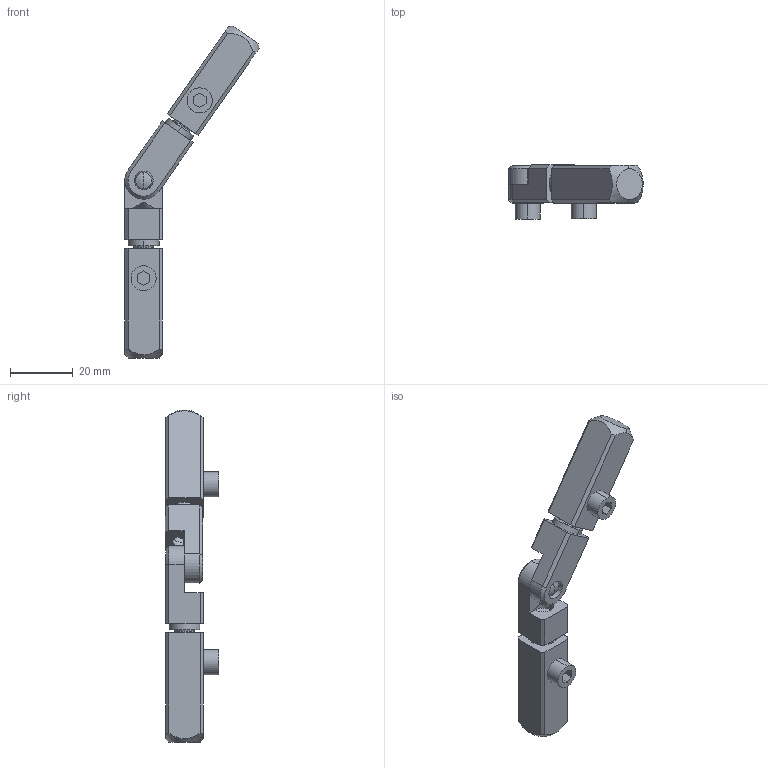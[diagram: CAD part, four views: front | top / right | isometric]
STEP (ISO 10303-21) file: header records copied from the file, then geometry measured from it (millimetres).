
FILE_DESCRIPTION(('Creo Elements/Direct Modeling STEP Export'),'2;1');
FILE_NAME('33.0044.6_Gehrungsverbinder-MMS-33_70°-180°.stp','2022-03-18T13:57:09',(''),(''),'PTC Creo Elements/Direct Modeling STEP processor for AP214 (Solid Model)','PTC Creo Elements/Direct Modeling 19.0C 15-Aug-2015 (C) Parametric Technology GmbH','');
FILE_SCHEMA(('AUTOMOTIVE_DESIGN { 1 0 10303 214 1 1 1 1 }'));
Length unit declared in the file: millimetre
Products named in the file (6): Zylinderstift-DIN6325_6m6x10-St_204560_PX175944; Hammer-MMS-33_Eckverbinder-Hammer_96.3009_PX175942.1; Gegenstück_Gehrungsverbinder-MMS-33_96.3037_PX175940; Spannschraube-MMS-33_M8x12-45H-verz_96.3003_PX175910.02; Verbinderklotz-MMS-33_96.3001_PX175916.02; Gehrungsverbinder-MMS-33_70°-180°_33.0044.6_PX175946
Assembly tree (9 placements, depth 2):
  Gehrungsverbinder-MMS-33_70°-180°_33.0044.6_PX175946
    Verbinderklotz-MMS-33_96.3001_PX175916.02  x2
    Spannschraube-MMS-33_M8x12-45H-verz_96.3003_PX175910.02  x2
    Gegenstück_Gehrungsverbinder-MMS-33_96.3037_PX175940  x2
    Hammer-MMS-33_Eckverbinder-Hammer_96.3009_PX175942.1  x2
    Zylinderstift-DIN6325_6m6x10-St_204560_PX175944
Bounding box: 42.89 x 17.2 x 106.1 mm (x, y, z)
Volume: 14128.2 mm3; surface area: 10354.4 mm2
Topology: 9 solids, 9 shells, 174 faces, 426 edges, 260 vertices
Faces by surface type: plane 70, cylinder 54, cone 42, torus 4, sphere 4
Entity records: 4916 total; most frequent: CARTESIAN_POINT 2619, ORIENTED_EDGE 424, DIRECTION 393, EDGE_CURVE 212, AXIS2_PLACEMENT_3D 143, VERTEX_POINT 134, VECTOR 107, LINE 107
